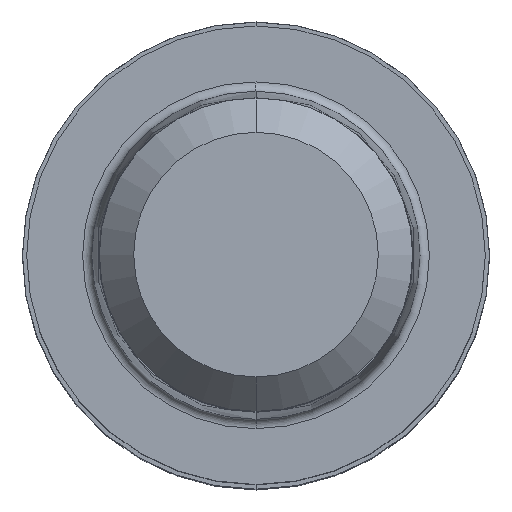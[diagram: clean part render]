
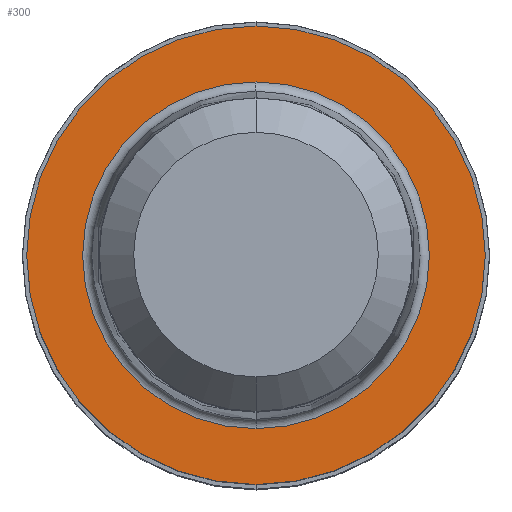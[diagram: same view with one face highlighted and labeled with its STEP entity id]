
A CAD part, top view. The second image highlights one B-rep face of the part: STEP entity #300.
In plain terms, the highlighted planar face has unit normal (0, 0, 1).
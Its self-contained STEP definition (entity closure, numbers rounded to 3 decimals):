
#208=EDGE_CURVE('',#296,#424,#502,.T.);
#262=EDGE_CURVE('',#308,#266,#568,.T.);
#266=VERTEX_POINT('',#573);
#296=VERTEX_POINT('',#606);
#300=ADVANCED_FACE('',(#610,#611),#612,.T.);
#308=VERTEX_POINT('',#620);
#346=EDGE_CURVE('',#424,#296,#664,.T.);
#356=EDGE_CURVE('',#266,#308,#676,.T.);
#424=VERTEX_POINT('',#751);
#502=CIRCLE('',#830,5.935);
#568=CIRCLE('',#916,7.85);
#573=CARTESIAN_POINT('',(0.,-7.85,0.01));
#606=CARTESIAN_POINT('',(0.0,5.935,0.01));
#610=FACE_OUTER_BOUND('',#967,.T.);
#611=FACE_BOUND('',#968,.T.);
#612=PLANE('',#969);
#620=CARTESIAN_POINT('',(0.0,7.85,0.01));
#664=CIRCLE('',#1032,5.935);
#676=CIRCLE('',#1046,7.85);
#751=CARTESIAN_POINT('',(0.,-5.935,0.01));
#830=AXIS2_PLACEMENT_3D('',#1217,#1218,#1219);
#916=AXIS2_PLACEMENT_3D('',#1328,#1329,#1330);
#967=EDGE_LOOP('',(#1381,#1382));
#968=EDGE_LOOP('',(#1383,#1384));
#969=AXIS2_PLACEMENT_3D('',#1385,#1386,#1387);
#1032=AXIS2_PLACEMENT_3D('',#1462,#1463,#1464);
#1046=AXIS2_PLACEMENT_3D('',#1484,#1485,#1486);
#1217=CARTESIAN_POINT('',(0.0,0.0,0.01));
#1218=DIRECTION('',(0.0,0.0,-1.0));
#1219=DIRECTION('',(0.0,1.0,0.0));
#1328=CARTESIAN_POINT('',(0.0,0.0,0.01));
#1329=DIRECTION('',(0.0,0.0,-1.0));
#1330=DIRECTION('',(0.0,1.0,0.0));
#1381=ORIENTED_EDGE('',*,*,#262,.F.);
#1382=ORIENTED_EDGE('',*,*,#356,.F.);
#1383=ORIENTED_EDGE('',*,*,#208,.T.);
#1384=ORIENTED_EDGE('',*,*,#346,.T.);
#1385=CARTESIAN_POINT('',(0.0,3.925,0.01));
#1386=DIRECTION('',(-0.0,0.0,1.0));
#1387=DIRECTION('',(0.0,-1.0,0.0));
#1462=CARTESIAN_POINT('',(0.0,0.0,0.01));
#1463=DIRECTION('',(0.0,0.0,-1.0));
#1464=DIRECTION('',(0.0,1.0,0.0));
#1484=CARTESIAN_POINT('',(0.0,0.0,0.01));
#1485=DIRECTION('',(0.0,0.0,-1.0));
#1486=DIRECTION('',(0.0,1.0,0.0));
